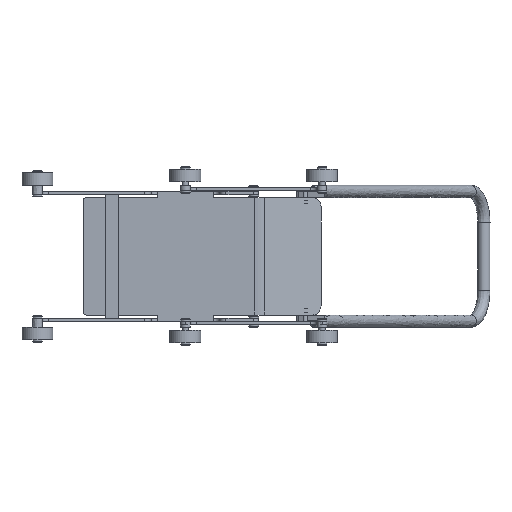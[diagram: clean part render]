
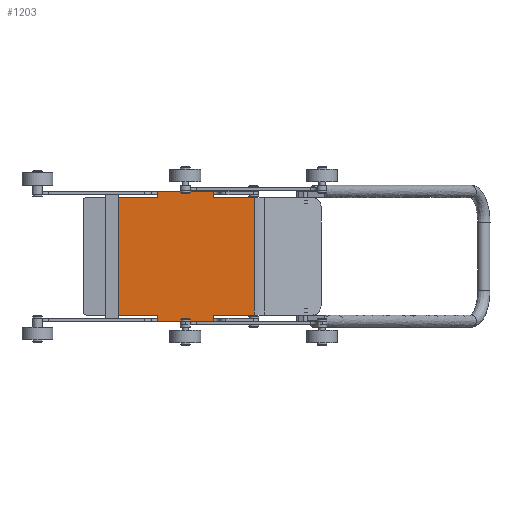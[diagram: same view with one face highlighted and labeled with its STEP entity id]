
A CAD part, front view. The second image highlights one B-rep face of the part: STEP entity #1203.
In plain terms, the highlighted free-form (B-spline) face has degree [1, 1] with [2, 2] control points.
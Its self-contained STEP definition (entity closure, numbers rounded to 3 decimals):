
#464 = VERTEX_POINT('',#465);
#465 = CARTESIAN_POINT('',(-129.064,12.578,
    -87.132));
#470 = EDGE_CURVE('',#471,#464,#473,.T.);
#471 = VERTEX_POINT('',#472);
#472 = CARTESIAN_POINT('',(-129.064,12.578,
    -78.833));
#473 = B_SPLINE_CURVE_WITH_KNOTS('',1,(#474,#475),.UNSPECIFIED.,.F.,.F.,
  (2,2),(92.5,102.5),.PIECEWISE_BEZIER_KNOTS.);
#474 = CARTESIAN_POINT('',(-129.064,12.578,
    -78.833));
#475 = CARTESIAN_POINT('',(-129.064,12.578,
    -87.132));
#498 = VERTEX_POINT('',#499);
#499 = CARTESIAN_POINT('',(-54.379,12.578,
    -87.132));
#504 = EDGE_CURVE('',#464,#498,#505,.T.);
#505 = B_SPLINE_CURVE_WITH_KNOTS('',1,(#506,#507),.UNSPECIFIED.,.F.,.F.,
  (2,2),(-22.348,67.652),.PIECEWISE_BEZIER_KNOTS.);
#506 = CARTESIAN_POINT('',(-129.064,12.578,
    -87.132));
#507 = CARTESIAN_POINT('',(-54.379,12.578,
    -87.132));
#542 = VERTEX_POINT('',#543);
#543 = CARTESIAN_POINT('',(-54.379,12.578,
    -78.833));
#548 = EDGE_CURVE('',#498,#542,#549,.T.);
#549 = B_SPLINE_CURVE_WITH_KNOTS('',1,(#550,#551),.UNSPECIFIED.,.F.,.F.,
  (2,2),(-102.5,-92.5),.PIECEWISE_BEZIER_KNOTS.);
#550 = CARTESIAN_POINT('',(-54.379,12.578,
    -87.132));
#551 = CARTESIAN_POINT('',(-54.379,12.578,
    -78.833));
#626 = VERTEX_POINT('',#627);
#627 = CARTESIAN_POINT('',(-54.379,12.578,
    87.132));
#632 = EDGE_CURVE('',#633,#626,#635,.T.);
#633 = VERTEX_POINT('',#634);
#634 = CARTESIAN_POINT('',(-54.379,12.578,
    78.833));
#635 = B_SPLINE_CURVE_WITH_KNOTS('',1,(#636,#637),.UNSPECIFIED.,.F.,.F.,
  (2,2),(-10.,0.),.PIECEWISE_BEZIER_KNOTS.);
#636 = CARTESIAN_POINT('',(-54.379,12.578,
    78.833));
#637 = CARTESIAN_POINT('',(-54.379,12.578,
    87.132));
#660 = VERTEX_POINT('',#661);
#661 = CARTESIAN_POINT('',(-129.064,12.578,
    87.132));
#666 = EDGE_CURVE('',#660,#626,#667,.T.);
#667 = B_SPLINE_CURVE_WITH_KNOTS('',1,(#668,#669),.UNSPECIFIED.,.F.,.F.,
  (2,2),(-45.,45.),.PIECEWISE_BEZIER_KNOTS.);
#668 = CARTESIAN_POINT('',(-129.064,12.578,
    87.132));
#669 = CARTESIAN_POINT('',(-54.379,12.578,
    87.132));
#704 = VERTEX_POINT('',#705);
#705 = CARTESIAN_POINT('',(-129.064,12.578,
    78.833));
#710 = EDGE_CURVE('',#660,#704,#711,.T.);
#711 = B_SPLINE_CURVE_WITH_KNOTS('',1,(#712,#713),.UNSPECIFIED.,.F.,.F.,
  (2,2),(-10.,0.),.PIECEWISE_BEZIER_KNOTS.);
#712 = CARTESIAN_POINT('',(-129.064,12.578,
    87.132));
#713 = CARTESIAN_POINT('',(-129.064,12.578,
    78.833));
#779 = VERTEX_POINT('',#780);
#780 = CARTESIAN_POINT('',(-182.173,12.578,
    78.833));
#785 = EDGE_CURVE('',#704,#779,#786,.T.);
#786 = B_SPLINE_CURVE_WITH_KNOTS('',1,(#787,#788),.UNSPECIFIED.,.F.,.F.,
  (2,2),(22.348,86.348),.PIECEWISE_BEZIER_KNOTS.);
#787 = CARTESIAN_POINT('',(-129.064,12.578,
    78.833));
#788 = CARTESIAN_POINT('',(-182.173,12.578,
    78.833));
#849 = EDGE_CURVE('',#850,#471,#852,.T.);
#850 = VERTEX_POINT('',#851);
#851 = CARTESIAN_POINT('',(-182.173,12.578,
    -78.833));
#852 = B_SPLINE_CURVE_WITH_KNOTS('',1,(#853,#854),.UNSPECIFIED.,.F.,.F.,
  (2,2),(-86.348,-22.348),.PIECEWISE_BEZIER_KNOTS.);
#853 = CARTESIAN_POINT('',(-182.173,12.578,
    -78.833));
#854 = CARTESIAN_POINT('',(-129.064,12.578,
    -78.833));
#1021 = EDGE_CURVE('',#779,#850,#1022,.T.);
#1022 = B_SPLINE_CURVE_WITH_KNOTS('',1,(#1023,#1024),.UNSPECIFIED.,.F.,
  .F.,(2,2),(-148.75,41.25),.PIECEWISE_BEZIER_KNOTS.);
#1023 = CARTESIAN_POINT('',(-182.173,12.578,
    78.833));
#1024 = CARTESIAN_POINT('',(-182.173,12.578,
    -78.833));
#1203 = ADVANCED_FACE('',(#1204),#1234,.T.);
#1204 = FACE_BOUND('',#1205,.T.);
#1205 = EDGE_LOOP('',(#1206,#1215,#1220,#1221,#1222,#1223,#1224,#1225,
    #1226,#1227,#1228,#1229));
#1206 = ORIENTED_EDGE('',*,*,#1207,.F.);
#1207 = EDGE_CURVE('',#1208,#1210,#1212,.T.);
#1208 = VERTEX_POINT('',#1209);
#1209 = CARTESIAN_POINT('',(1.014,12.578,
    78.833));
#1210 = VERTEX_POINT('',#1211);
#1211 = CARTESIAN_POINT('',(1.014,12.578,
    -78.833));
#1212 = B_SPLINE_CURVE_WITH_KNOTS('',1,(#1213,#1214),.UNSPECIFIED.,.F.,
  .F.,(2,2),(-143.75,46.25),.PIECEWISE_BEZIER_KNOTS.);
#1213 = CARTESIAN_POINT('',(1.014,12.578,
    78.833));
#1214 = CARTESIAN_POINT('',(1.014,12.578,
    -78.833));
#1215 = ORIENTED_EDGE('',*,*,#1216,.T.);
#1216 = EDGE_CURVE('',#1208,#633,#1217,.T.);
#1217 = B_SPLINE_CURVE_WITH_KNOTS('',1,(#1218,#1219),.UNSPECIFIED.,.F.,
  .F.,(2,2),(-134.405,-67.652),.PIECEWISE_BEZIER_KNOTS.);
#1218 = CARTESIAN_POINT('',(1.014,12.578,
    78.833));
#1219 = CARTESIAN_POINT('',(-54.379,12.578,
    78.833));
#1220 = ORIENTED_EDGE('',*,*,#632,.T.);
#1221 = ORIENTED_EDGE('',*,*,#666,.F.);
#1222 = ORIENTED_EDGE('',*,*,#710,.T.);
#1223 = ORIENTED_EDGE('',*,*,#785,.T.);
#1224 = ORIENTED_EDGE('',*,*,#1021,.T.);
#1225 = ORIENTED_EDGE('',*,*,#849,.T.);
#1226 = ORIENTED_EDGE('',*,*,#470,.T.);
#1227 = ORIENTED_EDGE('',*,*,#504,.T.);
#1228 = ORIENTED_EDGE('',*,*,#548,.T.);
#1229 = ORIENTED_EDGE('',*,*,#1230,.T.);
#1230 = EDGE_CURVE('',#542,#1210,#1231,.T.);
#1231 = B_SPLINE_CURVE_WITH_KNOTS('',1,(#1232,#1233),.UNSPECIFIED.,.F.,
  .F.,(2,2),(67.652,134.405),.PIECEWISE_BEZIER_KNOTS.);
#1232 = CARTESIAN_POINT('',(-54.379,12.578,
    -78.833));
#1233 = CARTESIAN_POINT('',(1.014,12.578,
    -78.833));
#1234 = B_SPLINE_SURFACE_WITH_KNOTS('',1,1,(
    (#1235,#1236)
    ,(#1237,#1238
    )),.UNSPECIFIED.,.F.,.F.,.F.,(2,2),(2,2),(-134.405,
    86.348),(-107.5,102.5),.PIECEWISE_BEZIER_KNOTS.);
#1235 = CARTESIAN_POINT('',(1.014,12.578,
    87.132));
#1236 = CARTESIAN_POINT('',(1.014,12.578,
    -87.132));
#1237 = CARTESIAN_POINT('',(-182.173,12.578,
    87.132));
#1238 = CARTESIAN_POINT('',(-182.173,12.578,
    -87.132));
